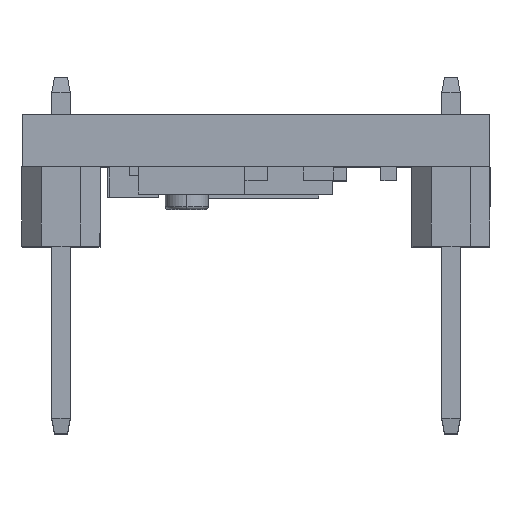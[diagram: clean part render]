
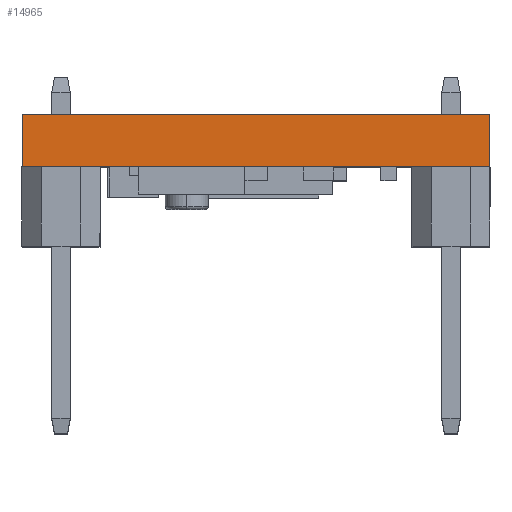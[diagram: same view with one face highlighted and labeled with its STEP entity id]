
A CAD part, top view. The second image highlights one B-rep face of the part: STEP entity #14965.
In plain terms, the highlighted planar face has unit normal (0, 0, 1).
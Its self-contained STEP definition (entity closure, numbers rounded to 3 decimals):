
#755 = EDGE_CURVE ( 'NONE', #13674, #31063, #14608, .T. ) ;
#2746 = CARTESIAN_POINT ( 'NONE',  ( -7.62, 4.3, 10.16 ) ) ;
#2935 = EDGE_CURVE ( 'NONE', #14982, #31063, #9091, .T. ) ;
#3883 = CARTESIAN_POINT ( 'NONE',  ( 7.62, 2.6, 10.16 ) ) ;
#4393 = VECTOR ( 'NONE', #17266, 1000. ) ;
#5996 = CARTESIAN_POINT ( 'NONE',  ( 7.62, 4.3, 10.16 ) ) ;
#6034 = AXIS2_PLACEMENT_3D ( 'NONE', #32716, #6273, #30204 ) ;
#6273 = DIRECTION ( 'NONE',  ( 0., 0., 1. ) ) ;
#6318 = CARTESIAN_POINT ( 'NONE',  ( 7.62, 4.3, 10.16 ) ) ;
#7694 = VECTOR ( 'NONE', #10779, 1000. ) ;
#8093 = ORIENTED_EDGE ( 'NONE', *, *, #2935, .F. ) ;
#8868 = FACE_OUTER_BOUND ( 'NONE', #12108, .T. ) ;
#8872 = LINE ( 'NONE', #14990, #4393 ) ;
#9091 = LINE ( 'NONE', #3883, #9885 ) ;
#9347 = PLANE ( 'NONE',  #6034 ) ;
#9885 = VECTOR ( 'NONE', #19773, 1000. ) ;
#10779 = DIRECTION ( 'NONE',  ( 0., -1., 0. ) ) ;
#11251 = LINE ( 'NONE', #5996, #14904 ) ;
#11979 = CARTESIAN_POINT ( 'NONE',  ( 7.62, 2.6, 10.16 ) ) ;
#12108 = EDGE_LOOP ( 'NONE', ( #16874, #29190, #12197, #8093 ) ) ;
#12197 = ORIENTED_EDGE ( 'NONE', *, *, #755, .T. ) ;
#13674 = VERTEX_POINT ( 'NONE', #20593 ) ;
#14608 = LINE ( 'NONE', #2746, #7694 ) ;
#14904 = VECTOR ( 'NONE', #24241, 1000. ) ;
#14965 = ADVANCED_FACE ( 'NONE', ( #8868 ), #9347, .T. ) ;
#14982 = VERTEX_POINT ( 'NONE', #11979 ) ;
#14990 = CARTESIAN_POINT ( 'NONE',  ( 7.62, 4.3, 10.16 ) ) ;
#15521 = EDGE_CURVE ( 'NONE', #31955, #13674, #11251, .T. ) ;
#16874 = ORIENTED_EDGE ( 'NONE', *, *, #24340, .T. ) ;
#17266 = DIRECTION ( 'NONE',  ( 0., 1., 0. ) ) ;
#19773 = DIRECTION ( 'NONE',  ( -1., 0., 0. ) ) ;
#20593 = CARTESIAN_POINT ( 'NONE',  ( -7.62, 4.3, 10.16 ) ) ;
#24241 = DIRECTION ( 'NONE',  ( -1., 0., 0. ) ) ;
#24340 = EDGE_CURVE ( 'NONE', #14982, #31955, #8872, .T. ) ;
#29088 = CARTESIAN_POINT ( 'NONE',  ( -7.62, 2.6, 10.16 ) ) ;
#29190 = ORIENTED_EDGE ( 'NONE', *, *, #15521, .T. ) ;
#30204 = DIRECTION ( 'NONE',  ( 0., 1., 0. ) ) ;
#31063 = VERTEX_POINT ( 'NONE', #29088 ) ;
#31955 = VERTEX_POINT ( 'NONE', #6318 ) ;
#32716 = CARTESIAN_POINT ( 'NONE',  ( 7.62, 4.3, 10.16 ) ) ;
